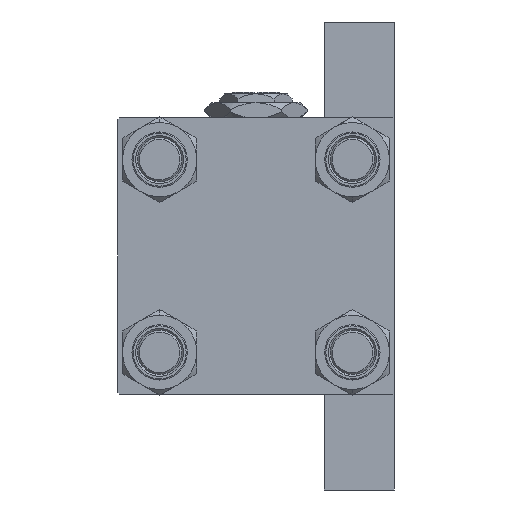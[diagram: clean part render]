
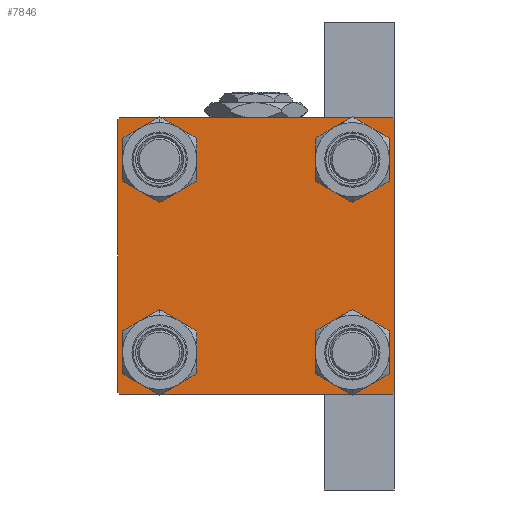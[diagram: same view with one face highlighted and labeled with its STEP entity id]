
A CAD part, left-side view. The second image highlights one B-rep face of the part: STEP entity #7846.
In plain terms, the highlighted planar face has unit normal (-1, 0, 0).
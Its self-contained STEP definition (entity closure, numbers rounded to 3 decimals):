
#67 = CARTESIAN_POINT ( 'NONE',  ( 0., 26.15, 19.65 ) ) ;
#69 = EDGE_CURVE ( 'NONE', #10318, #46482, #35786, .T. ) ;
#317 = AXIS2_PLACEMENT_3D ( 'NONE', #45505, #37814, #8323 ) ;
#662 = EDGE_CURVE ( 'NONE', #34235, #41074, #20997, .T. ) ;
#709 = CARTESIAN_POINT ( 'NONE',  ( 0., 37.5, 37.5 ) ) ;
#1065 = CARTESIAN_POINT ( 'NONE',  ( 0., -26.15, -19.65 ) ) ;
#1210 = DIRECTION ( 'NONE',  ( 1., 0., 0. ) ) ;
#2167 = AXIS2_PLACEMENT_3D ( 'NONE', #19121, #34745, #6849 ) ;
#2468 = DIRECTION ( 'NONE',  ( 1., 0., 0. ) ) ;
#2532 = CIRCLE ( 'NONE', #25412, 6.5 ) ;
#2544 = VERTEX_POINT ( 'NONE', #34494 ) ;
#2892 = DIRECTION ( 'NONE',  ( 0., 0., 1. ) ) ;
#3264 = FACE_BOUND ( 'NONE', #16844, .T. ) ;
#3510 = FACE_BOUND ( 'NONE', #15776, .T. ) ;
#3841 = EDGE_CURVE ( 'NONE', #23840, #12086, #29932, .T. ) ;
#4823 = EDGE_CURVE ( 'NONE', #44062, #34235, #49049, .T. ) ;
#5460 = ORIENTED_EDGE ( 'NONE', *, *, #30161, .T. ) ;
#5598 = AXIS2_PLACEMENT_3D ( 'NONE', #49245, #5957, #25660 ) ;
#5671 = ORIENTED_EDGE ( 'NONE', *, *, #28714, .T. ) ;
#5957 = DIRECTION ( 'NONE',  ( 1., 0., 0. ) ) ;
#6279 = ORIENTED_EDGE ( 'NONE', *, *, #17905, .T. ) ;
#6651 = ORIENTED_EDGE ( 'NONE', *, *, #19888, .T. ) ;
#6849 = DIRECTION ( 'NONE',  ( 0., 0., 1. ) ) ;
#7007 = VERTEX_POINT ( 'NONE', #20885 ) ;
#7301 = CIRCLE ( 'NONE', #25292, 6.5 ) ;
#7364 = DIRECTION ( 'NONE',  ( 0., 0.707, 0.707 ) ) ;
#7602 = VECTOR ( 'NONE', #10807, 1000. ) ;
#7846 = ADVANCED_FACE ( 'NONE', ( #45805, #3510, #3264, #10707, #26315 ), #34499, .T. ) ;
#8323 = DIRECTION ( 'NONE',  ( 0., 0., 1. ) ) ;
#8798 = CARTESIAN_POINT ( 'NONE',  ( 0., 37.5, 37. ) ) ;
#8881 = CARTESIAN_POINT ( 'NONE',  ( 0., 37.5, -37. ) ) ;
#9351 = ORIENTED_EDGE ( 'NONE', *, *, #39920, .T. ) ;
#9604 = DIRECTION ( 'NONE',  ( 0., -0.707, -0.707 ) ) ;
#9614 = VERTEX_POINT ( 'NONE', #41792 ) ;
#10318 = VERTEX_POINT ( 'NONE', #16214 ) ;
#10415 = CARTESIAN_POINT ( 'NONE',  ( 0., -37., 37.5 ) ) ;
#10707 = FACE_BOUND ( 'NONE', #39711, .T. ) ;
#10784 = DIRECTION ( 'NONE',  ( 1., 0., 0. ) ) ;
#10807 = DIRECTION ( 'NONE',  ( 0., 0.707, -0.707 ) ) ;
#11983 = LINE ( 'NONE', #24001, #26499 ) ;
#12086 = VERTEX_POINT ( 'NONE', #29919 ) ;
#13636 = ORIENTED_EDGE ( 'NONE', *, *, #35260, .T. ) ;
#14121 = ORIENTED_EDGE ( 'NONE', *, *, #44701, .T. ) ;
#14387 = VERTEX_POINT ( 'NONE', #37142 ) ;
#14779 = EDGE_LOOP ( 'NONE', ( #35238, #14121 ) ) ;
#14993 = VECTOR ( 'NONE', #7364, 1000. ) ;
#15271 = EDGE_CURVE ( 'NONE', #14387, #45725, #45869, .T. ) ;
#15422 = ORIENTED_EDGE ( 'NONE', *, *, #3841, .T. ) ;
#15776 = EDGE_LOOP ( 'NONE', ( #6279, #19308 ) ) ;
#16214 = CARTESIAN_POINT ( 'NONE',  ( 0., 37., 37.5 ) ) ;
#16844 = EDGE_LOOP ( 'NONE', ( #17894, #9351 ) ) ;
#17499 = ORIENTED_EDGE ( 'NONE', *, *, #69, .F. ) ;
#17531 = CARTESIAN_POINT ( 'NONE',  ( 0., 37.25, -37.25 ) ) ;
#17894 = ORIENTED_EDGE ( 'NONE', *, *, #20139, .T. ) ;
#17905 = EDGE_CURVE ( 'NONE', #29137, #9614, #2532, .T. ) ;
#18435 = DIRECTION ( 'NONE',  ( 1., 0., 0. ) ) ;
#19009 = VERTEX_POINT ( 'NONE', #50184 ) ;
#19121 = CARTESIAN_POINT ( 'NONE',  ( 0., 0., 0. ) ) ;
#19228 = LINE ( 'NONE', #37950, #7602 ) ;
#19308 = ORIENTED_EDGE ( 'NONE', *, *, #29675, .T. ) ;
#19621 = CIRCLE ( 'NONE', #25367, 6.5 ) ;
#19888 = EDGE_CURVE ( 'NONE', #12086, #23840, #19621, .T. ) ;
#20139 = EDGE_CURVE ( 'NONE', #7007, #26492, #49124, .T. ) ;
#20517 = DIRECTION ( 'NONE',  ( 1., 0., 0. ) ) ;
#20885 = CARTESIAN_POINT ( 'NONE',  ( 0., 26.15, -19.65 ) ) ;
#20997 = LINE ( 'NONE', #44066, #42900 ) ;
#21501 = DIRECTION ( 'NONE',  ( 0., -1., 0. ) ) ;
#22347 = DIRECTION ( 'NONE',  ( 1., 0., 0. ) ) ;
#22414 = CIRCLE ( 'NONE', #317, 6.5 ) ;
#22469 = VECTOR ( 'NONE', #47599, 1000. ) ;
#22600 = CARTESIAN_POINT ( 'NONE',  ( 0., 26.15, 26.15 ) ) ;
#23840 = VERTEX_POINT ( 'NONE', #67 ) ;
#24001 = CARTESIAN_POINT ( 'NONE',  ( 0., -37.25, -37.25 ) ) ;
#25026 = ORIENTED_EDGE ( 'NONE', *, *, #15271, .F. ) ;
#25292 = AXIS2_PLACEMENT_3D ( 'NONE', #40252, #20517, #43585 ) ;
#25367 = AXIS2_PLACEMENT_3D ( 'NONE', #45882, #10784, #49719 ) ;
#25412 = AXIS2_PLACEMENT_3D ( 'NONE', #39637, #1210, #42979 ) ;
#25660 = DIRECTION ( 'NONE',  ( 0., 0., 1. ) ) ;
#25757 = CARTESIAN_POINT ( 'NONE',  ( 0., -37.5, -37. ) ) ;
#25868 = DIRECTION ( 'NONE',  ( 0., 0., -1. ) ) ;
#26315 = FACE_OUTER_BOUND ( 'NONE', #39159, .T. ) ;
#26376 = CARTESIAN_POINT ( 'NONE',  ( 0., -37.5, 37.5 ) ) ;
#26492 = VERTEX_POINT ( 'NONE', #50042 ) ;
#26499 = VECTOR ( 'NONE', #31441, 1000. ) ;
#26896 = CIRCLE ( 'NONE', #44911, 6.5 ) ;
#27015 = AXIS2_PLACEMENT_3D ( 'NONE', #45766, #2468, #38313 ) ;
#27612 = EDGE_CURVE ( 'NONE', #10318, #48793, #19228, .T. ) ;
#28714 = EDGE_CURVE ( 'NONE', #14387, #46482, #33750, .T. ) ;
#29080 = ORIENTED_EDGE ( 'NONE', *, *, #27612, .T. ) ;
#29137 = VERTEX_POINT ( 'NONE', #1065 ) ;
#29675 = EDGE_CURVE ( 'NONE', #9614, #29137, #22414, .T. ) ;
#29919 = CARTESIAN_POINT ( 'NONE',  ( 0., 26.15, 32.65 ) ) ;
#29932 = CIRCLE ( 'NONE', #31557, 6.5 ) ;
#30161 = EDGE_CURVE ( 'NONE', #41074, #45725, #11983, .T. ) ;
#30235 = CARTESIAN_POINT ( 'NONE',  ( 0., -26.15, 26.15 ) ) ;
#30734 = DIRECTION ( 'NONE',  ( 0., 0., 1. ) ) ;
#31441 = DIRECTION ( 'NONE',  ( 0., -0.707, 0.707 ) ) ;
#31557 = AXIS2_PLACEMENT_3D ( 'NONE', #22600, #22347, #2892 ) ;
#31650 = CIRCLE ( 'NONE', #5598, 6.5 ) ;
#32449 = VECTOR ( 'NONE', #9604, 1000. ) ;
#33676 = DIRECTION ( 'NONE',  ( 0., 0., -1. ) ) ;
#33750 = LINE ( 'NONE', #34510, #14993 ) ;
#33920 = CARTESIAN_POINT ( 'NONE',  ( 0., 37.5, 37.5 ) ) ;
#34235 = VERTEX_POINT ( 'NONE', #39581 ) ;
#34494 = CARTESIAN_POINT ( 'NONE',  ( 0., -26.15, 32.65 ) ) ;
#34499 = PLANE ( 'NONE',  #2167 ) ;
#34510 = CARTESIAN_POINT ( 'NONE',  ( 0., -37.25, 37.25 ) ) ;
#34745 = DIRECTION ( 'NONE',  ( -1., 0., 0. ) ) ;
#35238 = ORIENTED_EDGE ( 'NONE', *, *, #44221, .T. ) ;
#35260 = EDGE_CURVE ( 'NONE', #48793, #44062, #45228, .T. ) ;
#35613 = CARTESIAN_POINT ( 'NONE',  ( 0., -37., -37.5 ) ) ;
#35786 = LINE ( 'NONE', #709, #22469 ) ;
#35863 = ORIENTED_EDGE ( 'NONE', *, *, #4823, .T. ) ;
#37142 = CARTESIAN_POINT ( 'NONE',  ( 0., -37.5, 37. ) ) ;
#37814 = DIRECTION ( 'NONE',  ( 1., 0., 0. ) ) ;
#37950 = CARTESIAN_POINT ( 'NONE',  ( 0., 37.25, 37.25 ) ) ;
#38313 = DIRECTION ( 'NONE',  ( 0., 0., 1. ) ) ;
#39159 = EDGE_LOOP ( 'NONE', ( #13636, #35863, #49986, #5460, #25026, #5671, #17499, #29080 ) ) ;
#39581 = CARTESIAN_POINT ( 'NONE',  ( 0., 37., -37.5 ) ) ;
#39637 = CARTESIAN_POINT ( 'NONE',  ( 0., -26.15, -26.15 ) ) ;
#39711 = EDGE_LOOP ( 'NONE', ( #6651, #15422 ) ) ;
#39920 = EDGE_CURVE ( 'NONE', #26492, #7007, #31650, .T. ) ;
#40084 = VECTOR ( 'NONE', #25868, 1000. ) ;
#40252 = CARTESIAN_POINT ( 'NONE',  ( 0., -26.15, 26.15 ) ) ;
#41074 = VERTEX_POINT ( 'NONE', #35613 ) ;
#41792 = CARTESIAN_POINT ( 'NONE',  ( 0., -26.15, -32.65 ) ) ;
#42900 = VECTOR ( 'NONE', #21501, 1000. ) ;
#42979 = DIRECTION ( 'NONE',  ( 0., 0., 1. ) ) ;
#43585 = DIRECTION ( 'NONE',  ( 0., 0., 1. ) ) ;
#44062 = VERTEX_POINT ( 'NONE', #8881 ) ;
#44066 = CARTESIAN_POINT ( 'NONE',  ( 0., 37.5, -37.5 ) ) ;
#44221 = EDGE_CURVE ( 'NONE', #2544, #19009, #26896, .T. ) ;
#44701 = EDGE_CURVE ( 'NONE', #19009, #2544, #7301, .T. ) ;
#44911 = AXIS2_PLACEMENT_3D ( 'NONE', #30235, #18435, #30734 ) ;
#45228 = LINE ( 'NONE', #33920, #45497 ) ;
#45497 = VECTOR ( 'NONE', #33676, 1000. ) ;
#45505 = CARTESIAN_POINT ( 'NONE',  ( 0., -26.15, -26.15 ) ) ;
#45725 = VERTEX_POINT ( 'NONE', #25757 ) ;
#45766 = CARTESIAN_POINT ( 'NONE',  ( 0., 26.15, -26.15 ) ) ;
#45805 = FACE_BOUND ( 'NONE', #14779, .T. ) ;
#45869 = LINE ( 'NONE', #26376, #40084 ) ;
#45882 = CARTESIAN_POINT ( 'NONE',  ( 0., 26.15, 26.15 ) ) ;
#46482 = VERTEX_POINT ( 'NONE', #10415 ) ;
#47599 = DIRECTION ( 'NONE',  ( 0., -1., 0. ) ) ;
#48793 = VERTEX_POINT ( 'NONE', #8798 ) ;
#49049 = LINE ( 'NONE', #17531, #32449 ) ;
#49124 = CIRCLE ( 'NONE', #27015, 6.5 ) ;
#49245 = CARTESIAN_POINT ( 'NONE',  ( 0., 26.15, -26.15 ) ) ;
#49719 = DIRECTION ( 'NONE',  ( 0., 0., 1. ) ) ;
#49986 = ORIENTED_EDGE ( 'NONE', *, *, #662, .T. ) ;
#50042 = CARTESIAN_POINT ( 'NONE',  ( 0., 26.15, -32.65 ) ) ;
#50184 = CARTESIAN_POINT ( 'NONE',  ( 0., -26.15, 19.65 ) ) ;
